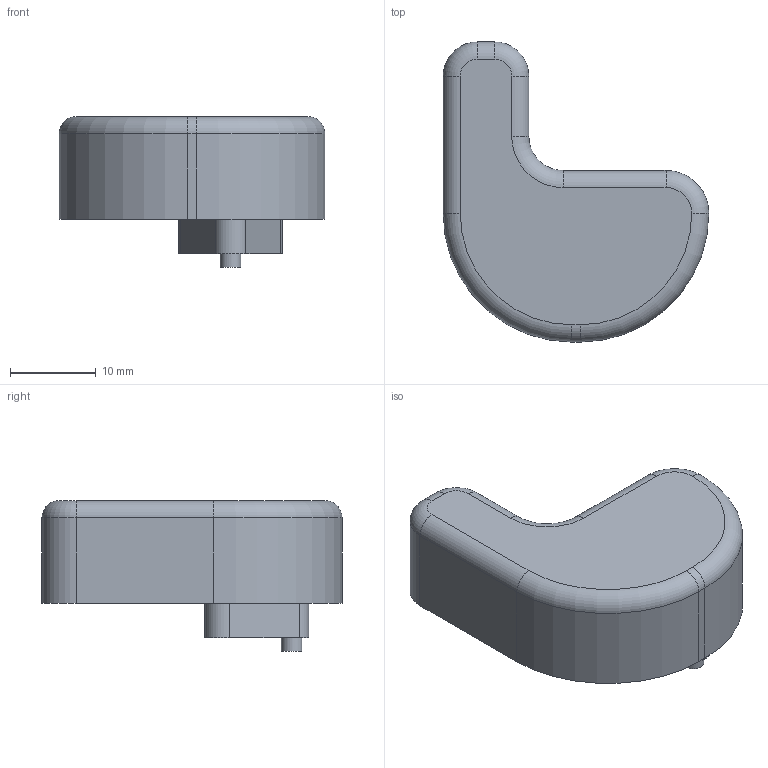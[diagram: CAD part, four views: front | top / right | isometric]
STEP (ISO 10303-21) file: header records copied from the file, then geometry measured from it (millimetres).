
FILE_DESCRIPTION(('FreeCAD Model'),'2;1');
FILE_NAME('Open CASCADE Shape Model','2021-09-01T14:47:57',('Author'),( ''),'Open CASCADE STEP processor 7.4','FreeCAD','Unknown');
FILE_SCHEMA(('AUTOMOTIVE_DESIGN_CC2 { 1 2 10303 214 -1 1 5 4 }'));
Length unit declared in the file: millimetre
Products named in the file (2): Part; Body
Assembly tree (1 placements, depth 2):
  Part
    Body
Bounding box: 31 x 35 x 17.6 mm (x, y, z)
Volume: 8245.8 mm3; surface area: 2831.4 mm2
Topology: 1 solids, 1 shells, 37 faces, 82 edges, 51 vertices
Faces by surface type: cylinder 17, plane 14, torus 6
Full cylindrical faces by diameter (mm): 1.6 x2, 2.4 x1
Entity records: 1067 total; most frequent: DIRECTION 199, CARTESIAN_POINT 174, ORIENTED_EDGE 164, EDGE_CURVE 82, AXIS2_PLACEMENT_3D 80, VERTEX_POINT 51, FACE_BOUND 41, EDGE_LOOP 41
